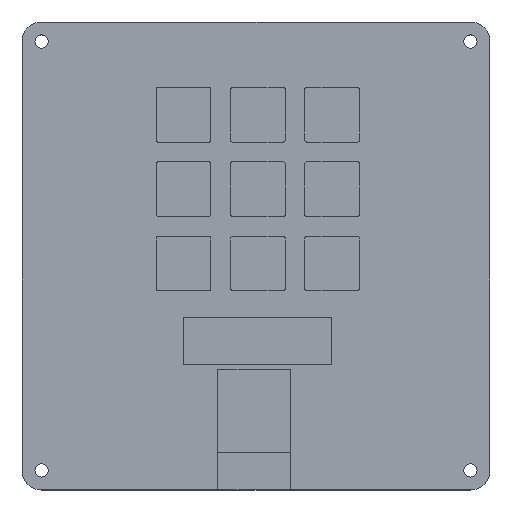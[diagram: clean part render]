
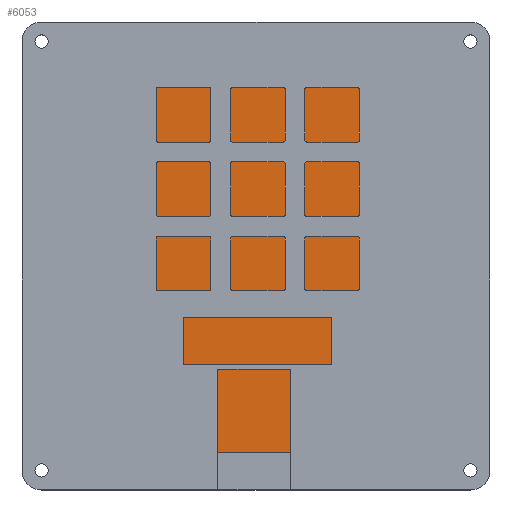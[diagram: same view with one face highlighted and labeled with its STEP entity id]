
A CAD part, top view. The second image highlights one B-rep face of the part: STEP entity #6053.
In plain terms, the highlighted planar face has unit normal (0, 0, 1).
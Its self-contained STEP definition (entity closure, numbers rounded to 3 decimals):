
#381=PLANE('',#6387);
#661=FACE_OUTER_BOUND('',#1016,.T.);
#1016=EDGE_LOOP('',(#5159,#5160,#5161,#5162));
#1503=LINE('',#10417,#2064);
#1506=LINE('',#10423,#2067);
#1509=LINE('',#10429,#2070);
#1512=LINE('',#10433,#2073);
#2064=VECTOR('',#7230,10.);
#2067=VECTOR('',#7235,10.);
#2070=VECTOR('',#7240,10.);
#2073=VECTOR('',#7245,10.);
#2874=VERTEX_POINT('',#10414);
#2875=VERTEX_POINT('',#10416);
#2877=VERTEX_POINT('',#10422);
#2879=VERTEX_POINT('',#10428);
#3663=EDGE_CURVE('',#2875,#2874,#1503,.T.);
#3666=EDGE_CURVE('',#2877,#2875,#1506,.T.);
#3669=EDGE_CURVE('',#2879,#2877,#1509,.T.);
#3672=EDGE_CURVE('',#2874,#2879,#1512,.T.);
#5159=ORIENTED_EDGE('',*,*,#3672,.T.);
#5160=ORIENTED_EDGE('',*,*,#3669,.T.);
#5161=ORIENTED_EDGE('',*,*,#3666,.T.);
#5162=ORIENTED_EDGE('',*,*,#3663,.T.);
#6053=ADVANCED_FACE('',(#661),#381,.T.);
#6387=AXIS2_PLACEMENT_3D('',#10434,#7246,#7247);
#7230=DIRECTION('',(1.,0.,0.));
#7235=DIRECTION('',(0.,-1.,0.));
#7240=DIRECTION('',(-1.,0.,0.));
#7245=DIRECTION('',(0.,1.,0.));
#7246=DIRECTION('center_axis',(0.,0.,1.));
#7247=DIRECTION('ref_axis',(1.,0.,0.));
#10414=CARTESIAN_POINT('',(100.,0.,1.));
#10416=CARTESIAN_POINT('',(0.,0.,1.));
#10417=CARTESIAN_POINT('',(0.,0.,1.));
#10422=CARTESIAN_POINT('',(0.,100.,1.));
#10423=CARTESIAN_POINT('',(0.,100.,1.));
#10428=CARTESIAN_POINT('',(100.,100.,1.));
#10429=CARTESIAN_POINT('',(100.,100.,1.));
#10433=CARTESIAN_POINT('',(100.,0.,1.));
#10434=CARTESIAN_POINT('Origin',(50.,50.,1.));
